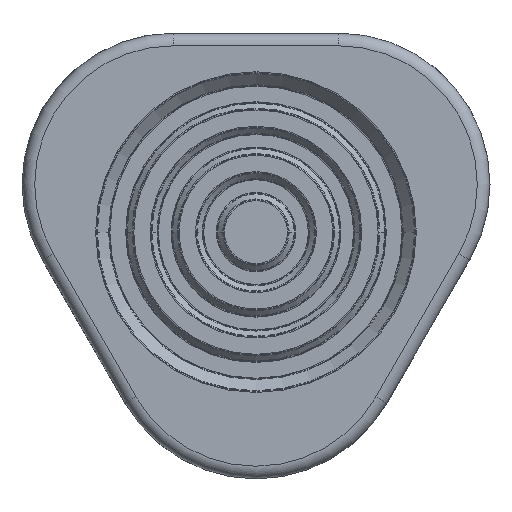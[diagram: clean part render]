
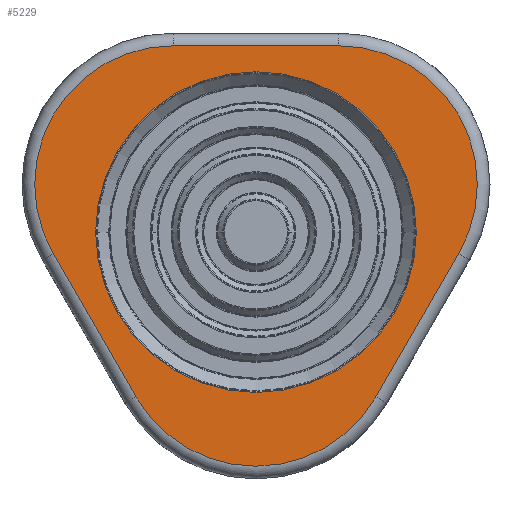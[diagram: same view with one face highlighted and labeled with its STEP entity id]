
A CAD part, top view. The second image highlights one B-rep face of the part: STEP entity #5229.
In plain terms, the highlighted planar face has unit normal (0, 0, 1).
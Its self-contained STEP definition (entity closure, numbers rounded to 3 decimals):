
#1671=DIRECTION('',(1.,0.,0.));
#1672=VECTOR('',#1671,135.);
#1673=CARTESIAN_POINT('',(-67.5,152.022,20.));
#1674=LINE('',#1673,#1672);
#1679=CARTESIAN_POINT('',(0.,-77.942,20.));
#1680=DIRECTION('',(0.,0.,1.));
#1681=DIRECTION('',(-0.866,-0.5,0.));
#1682=AXIS2_PLACEMENT_3D('',#1679,#1680,#1681);
#1684=DIRECTION('',(0.5,-0.866,0.));
#1685=VECTOR('',#1684,135.);
#1686=CARTESIAN_POINT('',(-165.405,-17.554,20.));
#1687=LINE('',#1686,#1685);
#1688=CARTESIAN_POINT('',(-67.5,38.971,20.));
#1689=DIRECTION('',(0.,0.,1.));
#1690=DIRECTION('',(-1.,0.,0.));
#1691=AXIS2_PLACEMENT_3D('',#1688,#1689,#1690);
#1693=CARTESIAN_POINT('',(-67.5,38.971,20.));
#1694=DIRECTION('',(0.,0.,1.));
#1695=DIRECTION('',(0.,1.,0.));
#1696=AXIS2_PLACEMENT_3D('',#1693,#1694,#1695);
#1698=CARTESIAN_POINT('',(67.5,38.971,20.));
#1699=DIRECTION('',(0.,0.,1.));
#1700=DIRECTION('',(1.,0.,0.));
#1701=AXIS2_PLACEMENT_3D('',#1698,#1699,#1700);
#1703=CARTESIAN_POINT('',(67.5,38.971,20.));
#1704=DIRECTION('',(0.,0.,1.));
#1705=DIRECTION('',(0.866,-0.5,0.));
#1706=AXIS2_PLACEMENT_3D('',#1703,#1704,#1705);
#1708=DIRECTION('',(0.5,0.866,0.));
#1709=VECTOR('',#1708,135.);
#1710=CARTESIAN_POINT('',(97.905,-134.468,20.));
#1711=LINE('',#1710,#1709);
#1712=CARTESIAN_POINT('',(0.,0.,20.));
#1713=DIRECTION('',(0.,0.,-1.));
#1714=DIRECTION('',(1.,0.,0.));
#1715=AXIS2_PLACEMENT_3D('',#1712,#1713,#1714);
#1717=CARTESIAN_POINT('',(0.,0.,20.));
#1718=DIRECTION('',(0.,0.,-1.));
#1719=DIRECTION('',(-1.,0.,0.));
#1720=AXIS2_PLACEMENT_3D('',#1717,#1718,#1719);
#2691=CARTESIAN_POINT('',(-97.905,-134.468,20.));
#2692=CARTESIAN_POINT('',(97.905,-134.468,20.));
#2693=VERTEX_POINT('',#2691);
#2694=VERTEX_POINT('',#2692);
#2695=CARTESIAN_POINT('',(165.405,-17.554,20.));
#2696=VERTEX_POINT('',#2695);
#2697=CARTESIAN_POINT('',(180.551,38.971,20.));
#2698=CARTESIAN_POINT('',(67.5,152.022,20.));
#2699=VERTEX_POINT('',#2697);
#2700=VERTEX_POINT('',#2698);
#2701=CARTESIAN_POINT('',(-67.5,152.022,20.));
#2702=VERTEX_POINT('',#2701);
#2703=CARTESIAN_POINT('',(-180.551,38.971,20.));
#2704=CARTESIAN_POINT('',(-165.405,-17.554,20.));
#2705=VERTEX_POINT('',#2703);
#2706=VERTEX_POINT('',#2704);
#2983=CARTESIAN_POINT('',(130.828,0.,20.));
#2985=VERTEX_POINT('',#2983);
#2989=CARTESIAN_POINT('',(-130.828,0.,20.));
#2990=VERTEX_POINT('',#2989);
#5208=CARTESIAN_POINT('',(0.,0.,20.));
#5209=DIRECTION('',(0.,0.,1.));
#5210=DIRECTION('',(1.,0.,0.));
#5211=AXIS2_PLACEMENT_3D('',#5208,#5209,#5210);
#5212=PLANE('',#5211);
#5213=ORIENTED_EDGE('',*,*,#5146,.F.);
#5214=ORIENTED_EDGE('',*,*,#5159,.F.);
#5215=ORIENTED_EDGE('',*,*,#5179,.F.);
#5216=ORIENTED_EDGE('',*,*,#5177,.F.);
#5217=ORIENTED_EDGE('',*,*,#5198,.T.);
#5218=ORIENTED_EDGE('',*,*,#5105,.F.);
#5219=ORIENTED_EDGE('',*,*,#5103,.F.);
#5220=ORIENTED_EDGE('',*,*,#5125,.F.);
#5221=EDGE_LOOP('',(#5213,#5214,#5215,#5216,#5217,#5218,#5219,#5220));
#5222=FACE_OUTER_BOUND('',#5221,.F.);
#5224=ORIENTED_EDGE('',*,*,#5223,.F.);
#5226=ORIENTED_EDGE('',*,*,#5225,.F.);
#5227=EDGE_LOOP('',(#5224,#5226));
#5228=FACE_BOUND('',#5227,.F.);
#5229=ADVANCED_FACE('',(#5222,#5228),#5212,.T.);
#1683=CIRCLE('',#1682,113.051);
#1692=CIRCLE('',#1691,113.051);
#1697=CIRCLE('',#1696,113.051);
#1702=CIRCLE('',#1701,113.051);
#1707=CIRCLE('',#1706,113.051);
#1716=CIRCLE('',#1715,130.828);
#1721=CIRCLE('',#1720,130.828);
#5103=EDGE_CURVE('',#2696,#2699,#1707,.T.);
#5105=EDGE_CURVE('',#2699,#2700,#1702,.T.);
#5125=EDGE_CURVE('',#2694,#2696,#1711,.T.);
#5146=EDGE_CURVE('',#2693,#2694,#1683,.T.);
#5159=EDGE_CURVE('',#2706,#2693,#1687,.T.);
#5177=EDGE_CURVE('',#2702,#2705,#1697,.T.);
#5179=EDGE_CURVE('',#2705,#2706,#1692,.T.);
#5198=EDGE_CURVE('',#2702,#2700,#1674,.T.);
#5223=EDGE_CURVE('',#2985,#2990,#1716,.T.);
#5225=EDGE_CURVE('',#2990,#2985,#1721,.T.);
